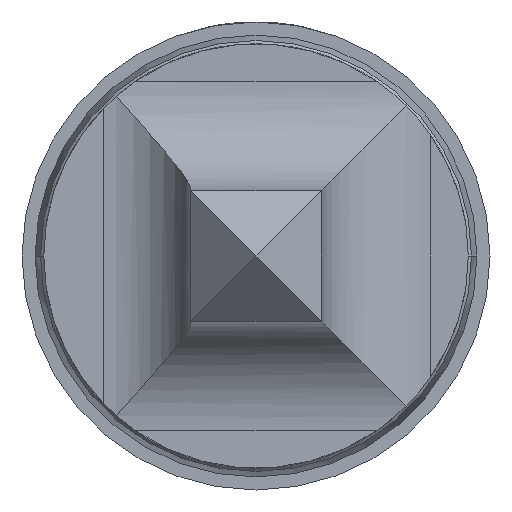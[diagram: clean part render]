
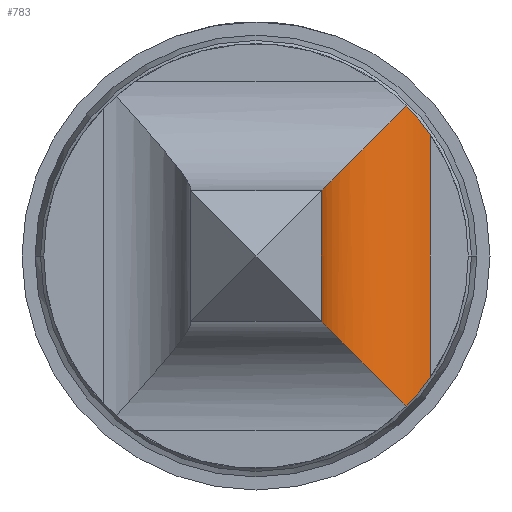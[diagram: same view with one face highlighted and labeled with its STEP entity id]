
A CAD part, front view. The second image highlights one B-rep face of the part: STEP entity #783.
In plain terms, the highlighted cylindrical face has radius 0.5 mm (diameter 1 mm), a partial arc.
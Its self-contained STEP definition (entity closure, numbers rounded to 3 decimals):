
#18 = CARTESIAN_POINT ( 'NONE',  ( 0.452, -14.066, 0.452 ) ) ;
#154 = VERTEX_POINT ( 'NONE', #2621 ) ;
#178 = ORIENTED_EDGE ( 'NONE', *, *, #2075, .T. ) ;
#186 = CARTESIAN_POINT ( 'NONE',  ( 0.8, -14., 0. ) ) ;
#198 = EDGE_CURVE ( 'Defeature ausgef�hrt3_22+Defeature ausgef�hrt3_16+Defeature ausgef�hrt3_3+Defeature ausgef�hrt3_24', #3080, #845, #916, .T. ) ;
#209 = DIRECTION ( 'NONE',  ( 0., 0., 1. ) ) ;
#214 = CARTESIAN_POINT ( 'NONE',  ( 0.3, -14.5, -0.3 ) ) ;
#218 = ORIENTED_EDGE ( 'NONE', *, *, #3510, .F. ) ;
#246 = CARTESIAN_POINT ( 'NONE',  ( 0.689, -14.012, 0.689 ) ) ;
#351 = CARTESIAN_POINT ( 'NONE',  ( 0.3, -14.5, -0.3 ) ) ;
#354 = ORIENTED_EDGE ( 'NONE', *, *, #198, .T. ) ;
#512 = CARTESIAN_POINT ( 'NONE',  ( 0.767, -14., 0.605 ) ) ;
#588 = VERTEX_POINT ( 'NONE', #2662 ) ;
#780 = CARTESIAN_POINT ( 'NONE',  ( 0.8, -14.5, -0.3 ) ) ;
#782 = FACE_OUTER_BOUND ( 'NONE', #2991, .T. ) ;
#783 = ADVANCED_FACE ( 'Defeature ausgef�hrt3_22', ( #782 ), #3234, .F. ) ;
#792 = ORIENTED_EDGE ( 'NONE', *, *, #2306, .F. ) ;
#845 = VERTEX_POINT ( 'NONE', #2851 ) ;
#867 = CARTESIAN_POINT ( 'NONE',  ( 0.3, -14.5, 0.3 ) ) ;
#912 = CARTESIAN_POINT ( 'NONE',  ( 0.3, -14.256, 0.3 ) ) ;
#916 = B_SPLINE_CURVE_WITH_KNOTS ( 'NONE', 3,
 ( #2120, #512, #3345, #246 ),
 .UNSPECIFIED., .F., .F.,
 ( 4, 4 ),
 ( 0., 0. ),
 .UNSPECIFIED. ) ;
#941 = VERTEX_POINT ( 'NONE', #3193 ) ;
#1155 =( BOUNDED_CURVE ( )  B_SPLINE_CURVE ( 3, ( #351, #1798, #2921, #1498 ),
 .UNSPECIFIED., .F., .F. ) 
 B_SPLINE_CURVE_WITH_KNOTS ( ( 4, 4 ),
 ( 0., 1.348 ),
 .UNSPECIFIED. ) 
 CURVE ( )  GEOMETRIC_REPRESENTATION_ITEM ( )  RATIONAL_B_SPLINE_CURVE ( ( 1., 0.854, 0.854, 1. ) ) 
 REPRESENTATION_ITEM ( '' )  );
#1305 = CARTESIAN_POINT ( 'NONE',  ( 0.8, -14., 0.557 ) ) ;
#1498 = CARTESIAN_POINT ( 'NONE',  ( 0.689, -14.012, -0.689 ) ) ;
#1613 = CARTESIAN_POINT ( 'NONE',  ( 0.767, -14., -0.605 ) ) ;
#1621 = CARTESIAN_POINT ( 'NONE',  ( 0.689, -14.012, -0.689 ) ) ;
#1798 = CARTESIAN_POINT ( 'NONE',  ( 0.3, -14.256, -0.3 ) ) ;
#1813 = AXIS2_PLACEMENT_3D ( 'NONE', #780, #209, #3072 ) ;
#1816 = ORIENTED_EDGE ( 'NONE', *, *, #2411, .T. ) ;
#2016 = VECTOR ( 'NONE', #2464, 1000. ) ;
#2045 = CARTESIAN_POINT ( 'NONE',  ( 0.689, -14.012, 0.689 ) ) ;
#2075 = EDGE_CURVE ( 'Defeature ausgef�hrt3_22+Defeature ausgef�hrt3_23+Defeature ausgef�hrt3_18+Defeature ausgef�hrt3_16', #2511, #588, #1155, .T. ) ;
#2120 = CARTESIAN_POINT ( 'NONE',  ( 0.8, -14., 0.557 ) ) ;
#2158 = DIRECTION ( 'NONE',  ( 0., 0., -1. ) ) ;
#2306 = EDGE_CURVE ( 'Defeature ausgef�hrt3_3+Defeature ausgef�hrt3_22+Defeature ausgef�hrt3_16+Defeature ausgef�hrt3_16', #3080, #941, #2410, .T. ) ;
#2330 = VECTOR ( 'NONE', #2158, 1000. ) ;
#2358 = CARTESIAN_POINT ( 'NONE',  ( 0.3, -14.5, -0.3 ) ) ;
#2410 = LINE ( 'NONE', #186, #2330 ) ;
#2411 = EDGE_CURVE ( 'Defeature ausgef�hrt3_22+Defeature ausgef�hrt3_24+Defeature ausgef�hrt3_16+Defeature ausgef�hrt3_18', #845, #154, #3532, .T. ) ;
#2464 = DIRECTION ( 'NONE',  ( 0., 0., 1. ) ) ;
#2511 = VERTEX_POINT ( 'NONE', #2358 ) ;
#2621 = CARTESIAN_POINT ( 'NONE',  ( 0.3, -14.5, 0.3 ) ) ;
#2645 = B_SPLINE_CURVE_WITH_KNOTS ( 'NONE', 3,
 ( #3028, #1613, #3613, #1621 ),
 .UNSPECIFIED., .F., .F.,
 ( 4, 4 ),
 ( 0., 0. ),
 .UNSPECIFIED. ) ;
#2662 = CARTESIAN_POINT ( 'NONE',  ( 0.689, -14.012, -0.689 ) ) ;
#2709 = ORIENTED_EDGE ( 'NONE', *, *, #3035, .F. ) ;
#2851 = CARTESIAN_POINT ( 'NONE',  ( 0.689, -14.012, 0.689 ) ) ;
#2921 = CARTESIAN_POINT ( 'NONE',  ( 0.452, -14.066, -0.452 ) ) ;
#2991 = EDGE_LOOP ( 'NONE', ( #2709, #178, #218, #792, #354, #1816 ) ) ;
#3028 = CARTESIAN_POINT ( 'NONE',  ( 0.8, -14., -0.557 ) ) ;
#3035 = EDGE_CURVE ( 'Defeature ausgef�hrt3_18+Defeature ausgef�hrt3_22+Defeature ausgef�hrt3_21+Defeature ausgef�hrt3_19', #2511, #154, #3577, .T. ) ;
#3072 = DIRECTION ( 'NONE',  ( 1., 0., 0. ) ) ;
#3080 = VERTEX_POINT ( 'NONE', #1305 ) ;
#3193 = CARTESIAN_POINT ( 'NONE',  ( 0.8, -14., -0.557 ) ) ;
#3234 = CYLINDRICAL_SURFACE ( 'NONE', #1813, 0.5 ) ;
#3345 = CARTESIAN_POINT ( 'NONE',  ( 0.73, -14.003, 0.649 ) ) ;
#3510 = EDGE_CURVE ( 'Defeature ausgef�hrt3_16+Defeature ausgef�hrt3_22+Defeature ausgef�hrt3_3+Defeature ausgef�hrt3_23', #941, #588, #2645, .T. ) ;
#3532 =( BOUNDED_CURVE ( )  B_SPLINE_CURVE ( 3, ( #2045, #18, #912, #867 ),
 .UNSPECIFIED., .F., .T. ) 
 B_SPLINE_CURVE_WITH_KNOTS ( ( 4, 4 ),
 ( 1.794, 3.142 ),
 .UNSPECIFIED. ) 
 CURVE ( )  GEOMETRIC_REPRESENTATION_ITEM ( )  RATIONAL_B_SPLINE_CURVE ( ( 1., 0.854, 0.854, 1. ) ) 
 REPRESENTATION_ITEM ( '' )  );
#3577 = LINE ( 'NONE', #214, #2016 ) ;
#3613 = CARTESIAN_POINT ( 'NONE',  ( 0.73, -14.003, -0.649 ) ) ;
